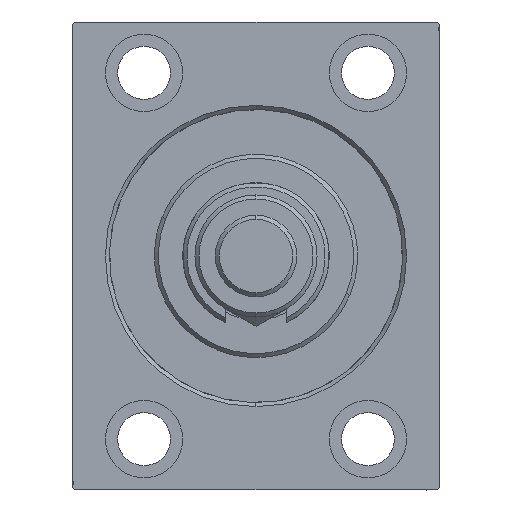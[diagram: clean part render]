
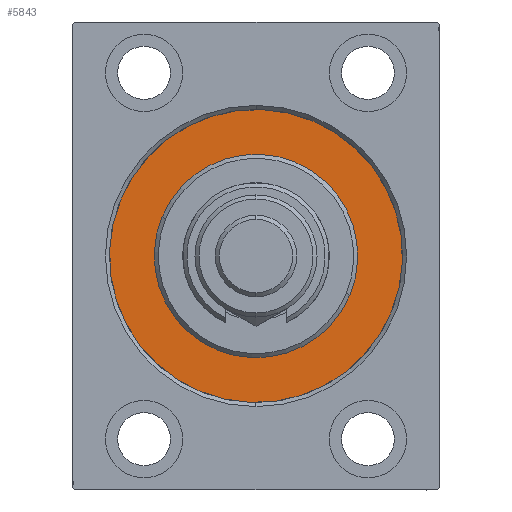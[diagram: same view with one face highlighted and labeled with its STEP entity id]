
A CAD part, left-side view. The second image highlights one B-rep face of the part: STEP entity #5843.
In plain terms, the highlighted face is planar.
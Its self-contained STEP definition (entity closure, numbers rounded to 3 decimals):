
#246 = CARTESIAN_POINT ( 'NONE',  ( 0., 0., -36. ) ) ;
#511 = EDGE_LOOP ( 'NONE', ( #36706, #44149 ) ) ;
#866 = CARTESIAN_POINT ( 'NONE',  ( 0., 0., 0. ) ) ;
#1415 = EDGE_CURVE ( 'NONE', #32418, #6219, #29729, .T. ) ;
#1470 = CIRCLE ( 'NONE', #26699, 36. ) ;
#1720 = EDGE_CURVE ( 'NONE', #36219, #28718, #7575, .T. ) ;
#1839 = EDGE_CURVE ( 'NONE', #28718, #36219, #27428, .T. ) ;
#1909 = CARTESIAN_POINT ( 'NONE',  ( 0., 0., 0. ) ) ;
#2483 = EDGE_CURVE ( 'NONE', #6219, #32418, #1470, .T. ) ;
#2812 = DIRECTION ( 'NONE',  ( 0., 0., -1. ) ) ;
#3154 = CARTESIAN_POINT ( 'NONE',  ( 0., 0., 0. ) ) ;
#5843 = ADVANCED_FACE ( 'NONE', ( #46718, #10106 ), #42673, .F. ) ;
#6219 = VERTEX_POINT ( 'NONE', #46426 ) ;
#7575 = CIRCLE ( 'NONE', #28982, 25. ) ;
#10106 = FACE_OUTER_BOUND ( 'NONE', #39204, .T. ) ;
#12021 = ORIENTED_EDGE ( 'NONE', *, *, #2483, .F. ) ;
#13589 = CARTESIAN_POINT ( 'NONE',  ( 0., 0., 0. ) ) ;
#17498 = DIRECTION ( 'NONE',  ( -1., 0., 0. ) ) ;
#19087 = DIRECTION ( 'NONE',  ( -1., 0., 0. ) ) ;
#24388 = DIRECTION ( 'NONE',  ( -1., 0., 0. ) ) ;
#25782 = CARTESIAN_POINT ( 'NONE',  ( 0., 0., 25. ) ) ;
#26500 = CARTESIAN_POINT ( 'NONE',  ( 0., 0., 0. ) ) ;
#26699 = AXIS2_PLACEMENT_3D ( 'NONE', #26500, #19087, #33477 ) ;
#27428 = CIRCLE ( 'NONE', #47338, 25. ) ;
#28718 = VERTEX_POINT ( 'NONE', #44226 ) ;
#28982 = AXIS2_PLACEMENT_3D ( 'NONE', #13589, #43503, #2812 ) ;
#29729 = CIRCLE ( 'NONE', #44266, 36. ) ;
#29817 = DIRECTION ( 'NONE',  ( 1., 0., 0. ) ) ;
#32418 = VERTEX_POINT ( 'NONE', #246 ) ;
#33477 = DIRECTION ( 'NONE',  ( 0., 0., 1. ) ) ;
#36219 = VERTEX_POINT ( 'NONE', #25782 ) ;
#36706 = ORIENTED_EDGE ( 'NONE', *, *, #1720, .F. ) ;
#39087 = AXIS2_PLACEMENT_3D ( 'NONE', #3154, #17498, #39553 ) ;
#39204 = EDGE_LOOP ( 'NONE', ( #46583, #12021 ) ) ;
#39553 = DIRECTION ( 'NONE',  ( 0., 0., 1. ) ) ;
#40378 = DIRECTION ( 'NONE',  ( 0., 0., -1. ) ) ;
#42136 = DIRECTION ( 'NONE',  ( 0., 0., 1. ) ) ;
#42673 = PLANE ( 'NONE',  #39087 ) ;
#43503 = DIRECTION ( 'NONE',  ( 1., 0., 0. ) ) ;
#44149 = ORIENTED_EDGE ( 'NONE', *, *, #1839, .F. ) ;
#44226 = CARTESIAN_POINT ( 'NONE',  ( 0., 0., -25. ) ) ;
#44266 = AXIS2_PLACEMENT_3D ( 'NONE', #1909, #24388, #42136 ) ;
#46426 = CARTESIAN_POINT ( 'NONE',  ( 0., 0., 36. ) ) ;
#46583 = ORIENTED_EDGE ( 'NONE', *, *, #1415, .F. ) ;
#46718 = FACE_BOUND ( 'NONE', #511, .T. ) ;
#47338 = AXIS2_PLACEMENT_3D ( 'NONE', #866, #29817, #40378 ) ;
